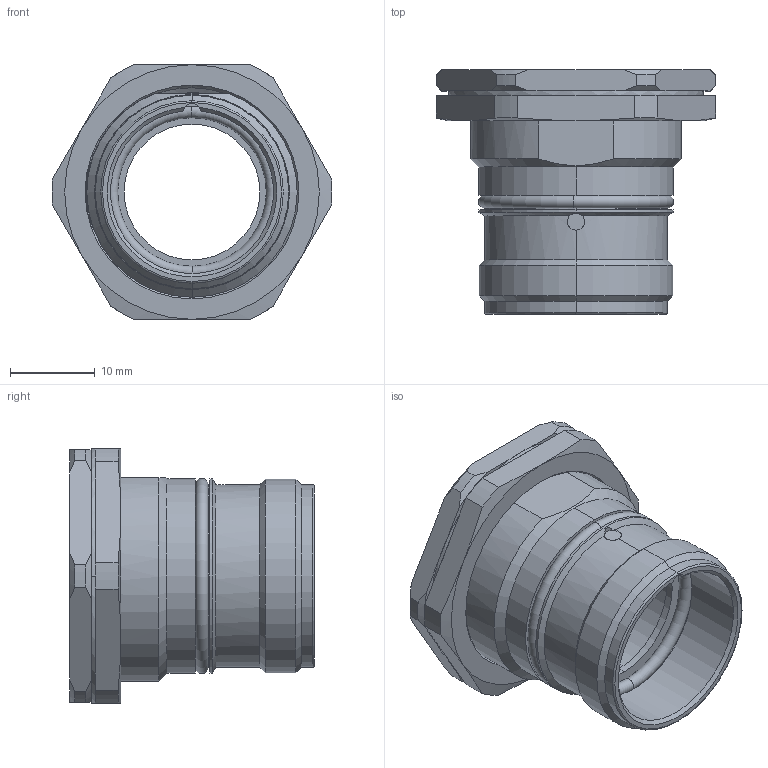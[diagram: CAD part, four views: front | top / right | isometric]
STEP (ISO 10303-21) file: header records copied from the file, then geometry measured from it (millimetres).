
FILE_DESCRIPTION((''),'2;1');
FILE_NAME('16-1','2017-08-05T',('ch.chen'),(''),'PRO/ENGINEER BY PARAMETRIC TECHNOLOGY CORPORATION, 2012480','PRO/ENGINEER BY PARAMETRIC TECHNOLOGY CORPORATION, 2012480','');
FILE_SCHEMA(('AUTOMOTIVE_DESIGN { 1 0 10303 214 1 1 1 1 }'));
Length unit declared in the file: millimetre
Products named in the file (1): 16-1
Bounding box: 32.99 x 28.8 x 30 mm (x, y, z)
Volume: 6723.9 mm3; surface area: 6510.5 mm2
Topology: 1 solids, 1 shells, 175 faces, 456 edges, 284 vertices
Faces by surface type: cylinder 63, plane 56, cone 46, torus 8, bspline 2
Entity records: 7539 total; most frequent: CARTESIAN_POINT 3103, ORIENTED_EDGE 912, DIRECTION 902, EDGE_CURVE 456, AXIS2_PLACEMENT_3D 371, VERTEX_POINT 284, CIRCLE 198, EDGE_LOOP 186
